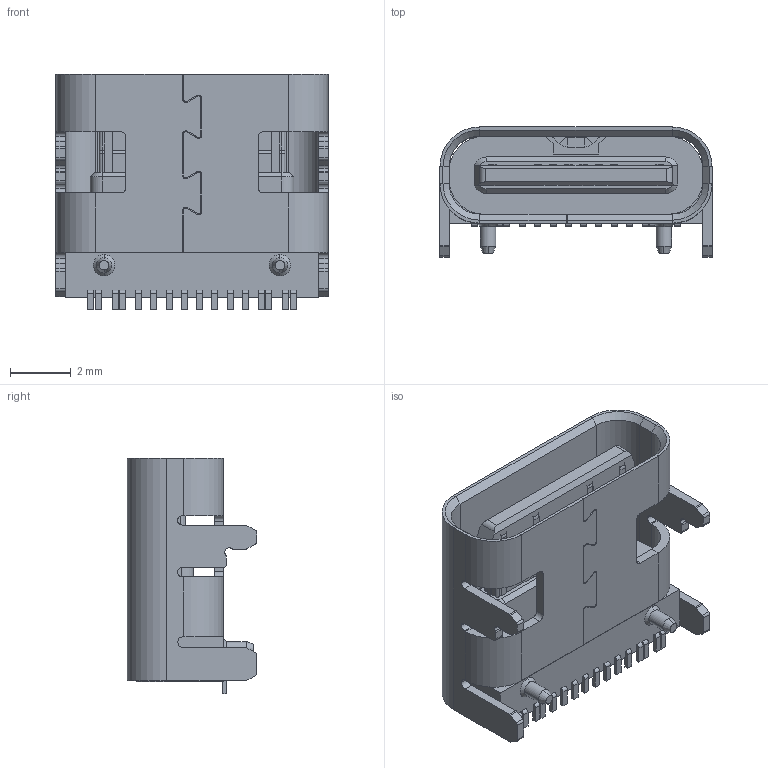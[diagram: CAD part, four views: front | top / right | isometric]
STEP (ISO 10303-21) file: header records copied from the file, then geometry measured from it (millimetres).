
FILE_DESCRIPTION (( 'STEP AP214' ), '1' );
FILE_NAME ('CSP-USC16-TR.STEP', '2020-07-17T11:14:09', ( '' ), ( '' ), 'SwSTEP 2.0', 'SolidWorks 2017', '' );
FILE_SCHEMA (( 'AUTOMOTIVE_DESIGN' ));
Length unit declared in the file: millimetre
Products named in the file (1): CSP-USC16-TR
Bounding box: 8.94 x 4.26 x 7.75 mm (x, y, z)
Volume: 119 mm3; surface area: 514.5 mm2
Topology: 35 solids, 37 shells, 873 faces, 2299 edges, 1502 vertices
Faces by surface type: plane 653, cylinder 200, cone 16, bspline 4
Entity records: 27126 total; most frequent: CARTESIAN_POINT 4896, ORIENTED_EDGE 4598, DIRECTION 4412, EDGE_CURVE 2299, VECTOR 1864, LINE 1864, VERTEX_POINT 1502, AXIS2_PLACEMENT_3D 1274
